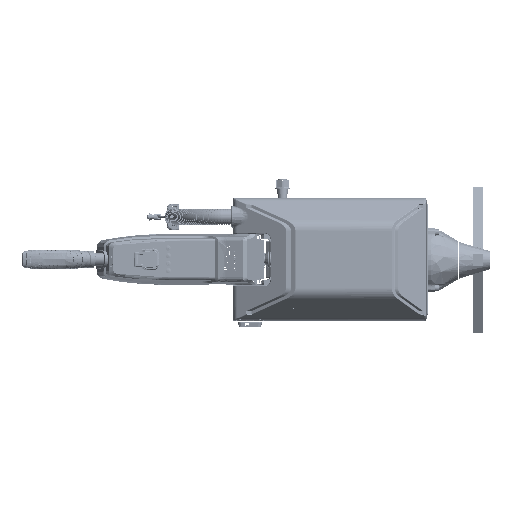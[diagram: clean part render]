
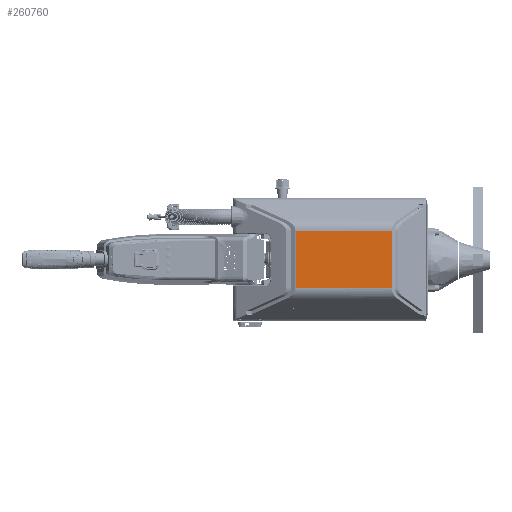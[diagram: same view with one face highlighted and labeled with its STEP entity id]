
A CAD part, top view. The second image highlights one B-rep face of the part: STEP entity #260760.
In plain terms, the highlighted planar face has unit normal (0, 0, 1).
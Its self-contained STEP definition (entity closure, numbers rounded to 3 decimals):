
#12891 = CARTESIAN_POINT ( 'NONE',  ( -235.801, 36.631, 1797.427 ) ) ;
#31539 = LINE ( 'NONE', #163623, #393421 ) ;
#41450 = DIRECTION ( 'NONE',  ( -1., 0., 0. ) ) ;
#55043 = EDGE_LOOP ( 'NONE', ( #252197, #108586, #273301, #157666 ) ) ;
#91471 = VERTEX_POINT ( 'NONE', #266585 ) ;
#108586 = ORIENTED_EDGE ( 'NONE', *, *, #344944, .T. ) ;
#146283 = VECTOR ( 'NONE', #261441, 1000. ) ;
#153829 = CARTESIAN_POINT ( 'NONE',  ( -3.737, -83.571, 1797.427 ) ) ;
#157666 = ORIENTED_EDGE ( 'NONE', *, *, #158689, .T. ) ;
#158689 = EDGE_CURVE ( 'NONE', #254214, #91471, #31539, .T. ) ;
#163623 = CARTESIAN_POINT ( 'NONE',  ( -206.711, 59.028, 1797.427 ) ) ;
#166258 = LINE ( 'NONE', #247051, #415207 ) ;
#168944 = LINE ( 'NONE', #228244, #146283 ) ;
#195409 = DIRECTION ( 'NONE',  ( 0., -1., 0. ) ) ;
#198456 = DIRECTION ( 'NONE',  ( 1., 0., 0. ) ) ;
#210048 = CARTESIAN_POINT ( 'NONE',  ( -3.737, 36.631, 1797.427 ) ) ;
#228203 = FACE_OUTER_BOUND ( 'NONE', #55043, .T. ) ;
#228244 = CARTESIAN_POINT ( 'NONE',  ( -3.737, 59.028, 1797.427 ) ) ;
#239248 = EDGE_CURVE ( 'NONE', #425323, #254214, #239289, .T. ) ;
#239289 = LINE ( 'NONE', #12891, #278690 ) ;
#247051 = CARTESIAN_POINT ( 'NONE',  ( -235.801, -83.571, 1797.427 ) ) ;
#252197 = ORIENTED_EDGE ( 'NONE', *, *, #364387, .T. ) ;
#254214 = VERTEX_POINT ( 'NONE', #322586 ) ;
#260760 = ADVANCED_FACE ( 'NONE', ( #228203 ), #377020, .T. ) ;
#261441 = DIRECTION ( 'NONE',  ( 0., 1., 0. ) ) ;
#266585 = CARTESIAN_POINT ( 'NONE',  ( -206.711, -83.571, 1797.427 ) ) ;
#270193 = AXIS2_PLACEMENT_3D ( 'NONE', #383222, #272573, #198456 ) ;
#272573 = DIRECTION ( 'NONE',  ( 0., 0., 1. ) ) ;
#273301 = ORIENTED_EDGE ( 'NONE', *, *, #239248, .T. ) ;
#278690 = VECTOR ( 'NONE', #41450, 1000. ) ;
#299521 = VERTEX_POINT ( 'NONE', #153829 ) ;
#322586 = CARTESIAN_POINT ( 'NONE',  ( -206.711, 36.631, 1797.427 ) ) ;
#344944 = EDGE_CURVE ( 'NONE', #299521, #425323, #168944, .T. ) ;
#357576 = DIRECTION ( 'NONE',  ( 1., 0., 0. ) ) ;
#364387 = EDGE_CURVE ( 'NONE', #91471, #299521, #166258, .T. ) ;
#377020 = PLANE ( 'NONE',  #270193 ) ;
#383222 = CARTESIAN_POINT ( 'NONE',  ( -235.801, 59.028, 1797.427 ) ) ;
#393421 = VECTOR ( 'NONE', #195409, 1000. ) ;
#415207 = VECTOR ( 'NONE', #357576, 1000. ) ;
#425323 = VERTEX_POINT ( 'NONE', #210048 ) ;
